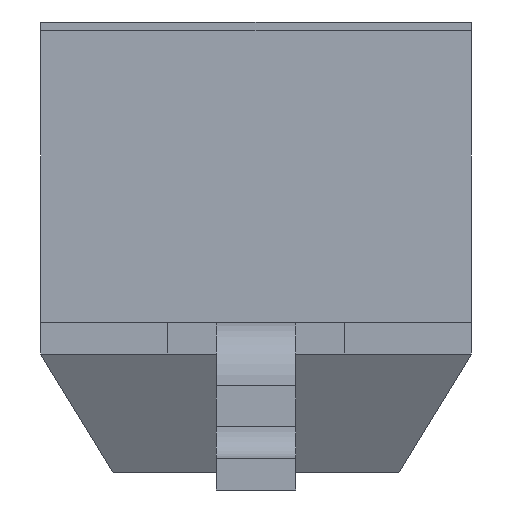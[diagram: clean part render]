
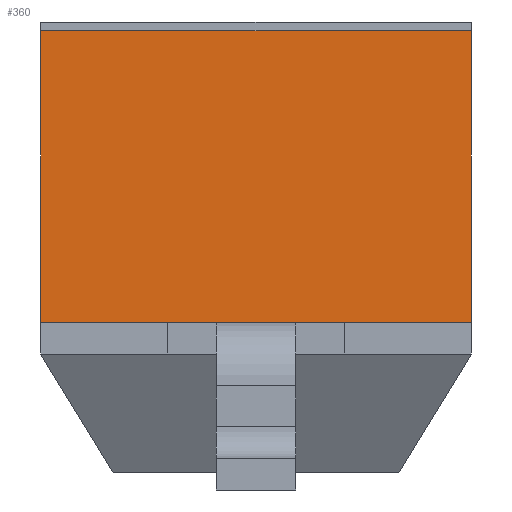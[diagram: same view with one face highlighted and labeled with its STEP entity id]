
A CAD part, front view. The second image highlights one B-rep face of the part: STEP entity #360.
In plain terms, the highlighted planar face has unit normal (0, -1, 0).
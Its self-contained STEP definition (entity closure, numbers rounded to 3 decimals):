
#360 = ADVANCED_FACE( '', ( #793 ), #794, .F. );
#793 = FACE_OUTER_BOUND( '', #1364, .T. );
#794 = PLANE( '', #1365 );
#1364 = EDGE_LOOP( '', ( #1998, #1999, #2000, #2001 ) );
#1365 = AXIS2_PLACEMENT_3D( '', #2002, #2003, #2004 );
#1998 = ORIENTED_EDGE( '', *, *, #3702, .T. );
#1999 = ORIENTED_EDGE( '', *, *, #3703, .F. );
#2000 = ORIENTED_EDGE( '', *, *, #3704, .F. );
#2001 = ORIENTED_EDGE( '', *, *, #3705, .T. );
#2002 = CARTESIAN_POINT( '', ( -1.22, -2.9, 1.65 ) );
#2003 = DIRECTION( '', ( 0., 1., 0. ) );
#2004 = DIRECTION( '', ( 1., 0., 0. ) );
#3702 = EDGE_CURVE( '', #4420, #4421, #4422, .T. );
#3703 = EDGE_CURVE( '', #4423, #4421, #4424, .T. );
#3704 = EDGE_CURVE( '', #4425, #4423, #4426, .T. );
#3705 = EDGE_CURVE( '', #4425, #4420, #4427, .T. );
#4420 = VERTEX_POINT( '', #5444 );
#4421 = VERTEX_POINT( '', #5445 );
#4422 = LINE( '', #5446, #5447 );
#4423 = VERTEX_POINT( '', #5448 );
#4424 = LINE( '', #5449, #5450 );
#4425 = VERTEX_POINT( '', #5451 );
#4426 = LINE( '', #5452, #5453 );
#4427 = LINE( '', #5454, #5455 );
#5444 = CARTESIAN_POINT( '', ( -1.22, -2.9, 0. ) );
#5445 = CARTESIAN_POINT( '', ( 1.22, -2.9, 0. ) );
#5446 = CARTESIAN_POINT( '', ( -1.22, -2.9, 0. ) );
#5447 = VECTOR( '', #6851, 1000. );
#5448 = CARTESIAN_POINT( '', ( 1.22, -2.9, 1.65 ) );
#5449 = CARTESIAN_POINT( '', ( 1.22, -2.9, 1.65 ) );
#5450 = VECTOR( '', #6852, 1000. );
#5451 = CARTESIAN_POINT( '', ( -1.22, -2.9, 1.65 ) );
#5452 = CARTESIAN_POINT( '', ( -1.22, -2.9, 1.65 ) );
#5453 = VECTOR( '', #6853, 1000. );
#5454 = CARTESIAN_POINT( '', ( -1.22, -2.9, 1.65 ) );
#5455 = VECTOR( '', #6854, 1000. );
#6851 = DIRECTION( '', ( 1., 0., 0. ) );
#6852 = DIRECTION( '', ( 0., 0., -1. ) );
#6853 = DIRECTION( '', ( 1., 0., 0. ) );
#6854 = DIRECTION( '', ( 0., 0., -1. ) );
